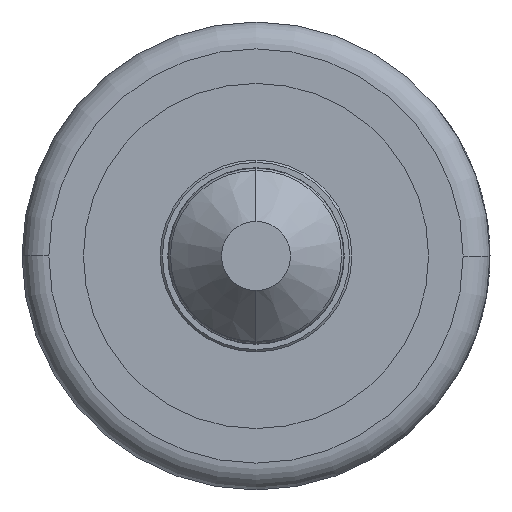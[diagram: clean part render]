
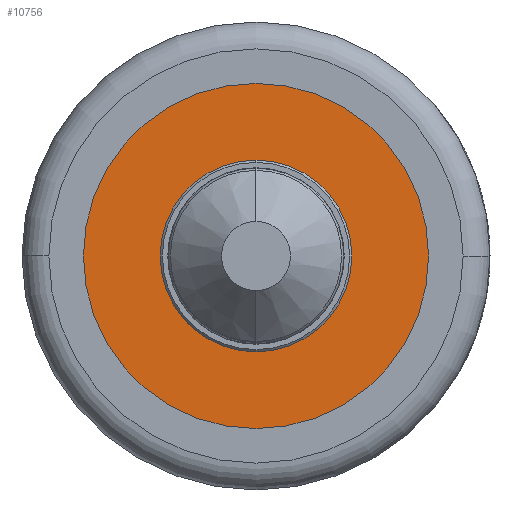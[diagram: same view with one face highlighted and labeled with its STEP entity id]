
A CAD part, left-side view. The second image highlights one B-rep face of the part: STEP entity #10756.
In plain terms, the highlighted face is planar.
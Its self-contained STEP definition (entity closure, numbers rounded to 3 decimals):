
#485 = EDGE_CURVE ( 'NONE', #13063, #16827, #18847, .T. ) ;
#653 = CARTESIAN_POINT ( 'NONE',  ( -11., 0., -2.25 ) ) ;
#666 = DIRECTION ( 'NONE',  ( 0., 0., -1. ) ) ;
#1518 = DIRECTION ( 'NONE',  ( 1., 0., 0. ) ) ;
#3359 = CARTESIAN_POINT ( 'NONE',  ( -11., 0., 0. ) ) ;
#3753 = VERTEX_POINT ( 'NONE', #20597 ) ;
#5121 = CIRCLE ( 'NONE', #12220, 1.25 ) ;
#5307 = CARTESIAN_POINT ( 'NONE',  ( -11., 0., 1.25 ) ) ;
#5592 = CIRCLE ( 'NONE', #20867, 2.25 ) ;
#6805 = AXIS2_PLACEMENT_3D ( 'NONE', #3359, #1518, #17530 ) ;
#7078 = DIRECTION ( 'NONE',  ( 1., 0., 0. ) ) ;
#7466 = DIRECTION ( 'NONE',  ( 1., 0., 0. ) ) ;
#7928 = CIRCLE ( 'NONE', #6805, 1.25 ) ;
#7967 = ORIENTED_EDGE ( 'NONE', *, *, #15485, .F. ) ;
#8685 = DIRECTION ( 'NONE',  ( 1., 0., 0. ) ) ;
#8991 = DIRECTION ( 'NONE',  ( 0., 0., -1. ) ) ;
#10746 = CARTESIAN_POINT ( 'NONE',  ( -11., 1.25, 0. ) ) ;
#10756 = ADVANCED_FACE ( 'NONE', ( #12425, #20508 ), #20192, .T. ) ;
#11790 = CARTESIAN_POINT ( 'NONE',  ( -11., 0., 0. ) ) ;
#11928 = EDGE_CURVE ( 'NONE', #3753, #19977, #5121, .T. ) ;
#11950 = ORIENTED_EDGE ( 'NONE', *, *, #485, .T. ) ;
#12174 = DIRECTION ( 'NONE',  ( 1., 0., 0. ) ) ;
#12220 = AXIS2_PLACEMENT_3D ( 'NONE', #13799, #12174, #8991 ) ;
#12425 = FACE_OUTER_BOUND ( 'NONE', #13101, .T. ) ;
#13063 = VERTEX_POINT ( 'NONE', #653 ) ;
#13101 = EDGE_LOOP ( 'NONE', ( #11950, #15339 ) ) ;
#13320 = CARTESIAN_POINT ( 'NONE',  ( -11., 0., 0. ) ) ;
#13702 = DIRECTION ( 'NONE',  ( 0., 0., -1. ) ) ;
#13799 = CARTESIAN_POINT ( 'NONE',  ( -11., 0., 0. ) ) ;
#14251 = AXIS2_PLACEMENT_3D ( 'NONE', #13320, #7078, #666 ) ;
#15135 = CARTESIAN_POINT ( 'NONE',  ( -11., 0., 2.25 ) ) ;
#15339 = ORIENTED_EDGE ( 'NONE', *, *, #20001, .T. ) ;
#15485 = EDGE_CURVE ( 'NONE', #19977, #3753, #7928, .T. ) ;
#16827 = VERTEX_POINT ( 'NONE', #15135 ) ;
#17356 = ORIENTED_EDGE ( 'NONE', *, *, #11928, .F. ) ;
#17530 = DIRECTION ( 'NONE',  ( 0., 0., -1. ) ) ;
#18847 = CIRCLE ( 'NONE', #14251, 2.25 ) ;
#19055 = EDGE_LOOP ( 'NONE', ( #17356, #7967 ) ) ;
#19773 = DIRECTION ( 'NONE',  ( 0., 0., -1. ) ) ;
#19977 = VERTEX_POINT ( 'NONE', #5307 ) ;
#20001 = EDGE_CURVE ( 'NONE', #16827, #13063, #5592, .T. ) ;
#20192 = PLANE ( 'NONE',  #20702 ) ;
#20508 = FACE_BOUND ( 'NONE', #19055, .T. ) ;
#20597 = CARTESIAN_POINT ( 'NONE',  ( -11., 0., -1.25 ) ) ;
#20702 = AXIS2_PLACEMENT_3D ( 'NONE', #10746, #7466, #13702 ) ;
#20867 = AXIS2_PLACEMENT_3D ( 'NONE', #11790, #8685, #19773 ) ;
